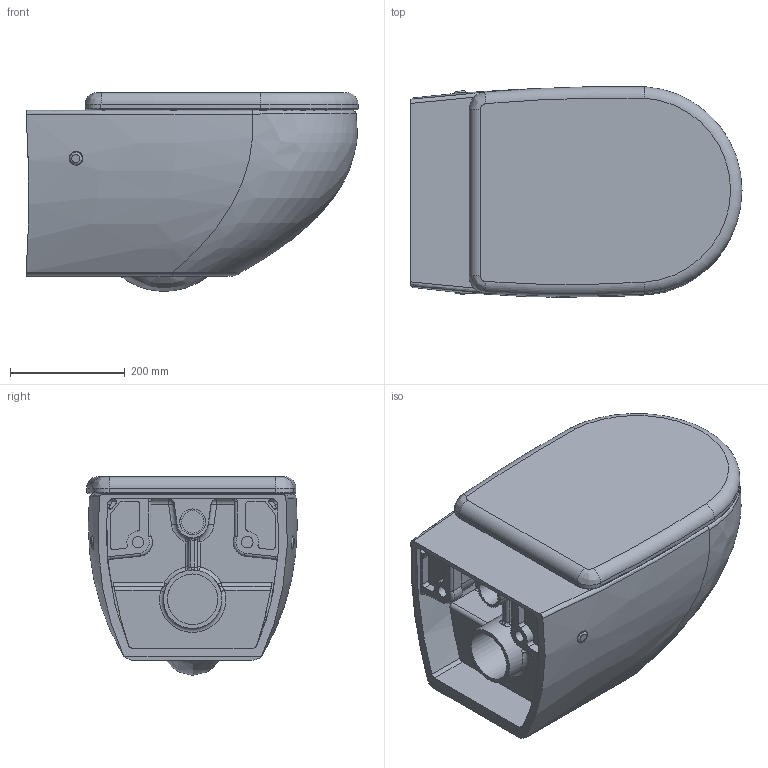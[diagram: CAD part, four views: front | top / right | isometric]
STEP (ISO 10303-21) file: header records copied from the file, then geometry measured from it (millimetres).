
FILE_DESCRIPTION((''),'2;1');
FILE_NAME('254609_1.stp','2012-02-14T15:38:00',('Administrator'),(''),'Autodesk Inventor 2011','Autodesk Inventor 2011','');
FILE_SCHEMA(('AUTOMOTIVE_DESIGN { 1 0 10303 214 1 1 1 1 }'));
Length unit declared in the file: millimetre
Products named in the file (5): 254609_1; Deckel; Lochabdeckung; Lochabdeckung_MIR
Assembly tree (4 placements, depth 2):
  254609_1
    254609_1
    Deckel
    Lochabdeckung
    Lochabdeckung_MIR
Bounding box: 579.45 x 367.51 x 346.86 mm (x, y, z)
Volume: 32236148.1 mm3; surface area: 1581932.7 mm2
Topology: 6 solids, 6 shells, 276 faces, 677 edges, 424 vertices
Faces by surface type: cylinder 96, plane 90, bspline 54, torus 30, sphere 6
Full cylindrical faces by diameter (mm): 14 x1, 14.613 x2, 16 x2, 16.125 x1, 17.242 x2, 20 x8, 38.978 x1, 45 x1, 88 x1, 102 x1
Entity records: 11136 total; most frequent: CARTESIAN_POINT 4933, ORIENTED_EDGE 1280, DIRECTION 1183, EDGE_CURVE 640, AXIS2_PLACEMENT_3D 488, VERTEX_POINT 417, EDGE_LOOP 331, FACE_OUTER_BOUND 276
